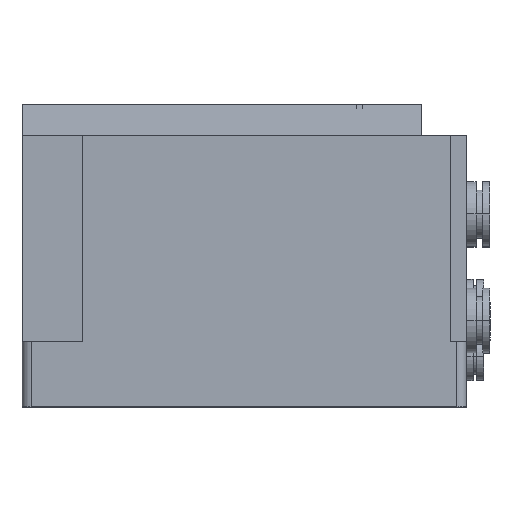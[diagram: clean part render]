
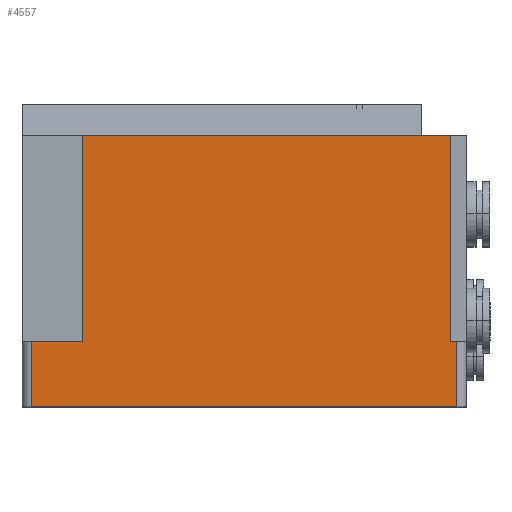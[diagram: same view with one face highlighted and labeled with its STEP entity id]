
A CAD part, top view. The second image highlights one B-rep face of the part: STEP entity #4557.
In plain terms, the highlighted planar face has unit normal (0, 0, 1).
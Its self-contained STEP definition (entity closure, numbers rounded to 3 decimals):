
#10 = VECTOR ( 'NONE', #4271, 1000. ) ;
#94 = LINE ( 'NONE', #4165, #10 ) ;
#330 = VERTEX_POINT ( 'NONE', #1434 ) ;
#558 = DIRECTION ( 'NONE',  ( 1., 0., 0. ) ) ;
#580 = EDGE_CURVE ( 'NONE', #4762, #330, #94, .T. ) ;
#661 = DIRECTION ( 'NONE',  ( 0., -1., 0. ) ) ;
#668 = CARTESIAN_POINT ( 'NONE',  ( -2., 0., 0. ) ) ;
#819 = LINE ( 'NONE', #996, #4012 ) ;
#862 = ORIENTED_EDGE ( 'NONE', *, *, #3249, .T. ) ;
#946 = DIRECTION ( 'NONE',  ( 1., 0., 0. ) ) ;
#996 = CARTESIAN_POINT ( 'NONE',  ( -90.6, 0., 0. ) ) ;
#1146 = CARTESIAN_POINT ( 'NONE',  ( -16.1, 56.6, 0. ) ) ;
#1175 = EDGE_CURVE ( 'NONE', #2006, #4342, #1696, .T. ) ;
#1256 = ORIENTED_EDGE ( 'NONE', *, *, #580, .F. ) ;
#1261 = EDGE_LOOP ( 'NONE', ( #4797, #5191, #7420, #5318, #862, #7595, #2518, #1256 ) ) ;
#1312 = CARTESIAN_POINT ( 'NONE',  ( -90.6, 0., 0. ) ) ;
#1325 = CARTESIAN_POINT ( 'NONE',  ( -3.4, 56.6, 0. ) ) ;
#1434 = CARTESIAN_POINT ( 'NONE',  ( -3.4, 13.6, 0. ) ) ;
#1496 = CARTESIAN_POINT ( 'NONE',  ( -80.1, 56.6, 0. ) ) ;
#1696 = LINE ( 'NONE', #6672, #5326 ) ;
#1770 = VECTOR ( 'NONE', #5079, 1000. ) ;
#1920 = FACE_OUTER_BOUND ( 'NONE', #1261, .T. ) ;
#1932 = VERTEX_POINT ( 'NONE', #1312 ) ;
#1941 = EDGE_CURVE ( 'NONE', #1932, #2006, #5213, .T. ) ;
#1981 = CARTESIAN_POINT ( 'NONE',  ( -80.1, 56.6, 0. ) ) ;
#2002 = VERTEX_POINT ( 'NONE', #1981 ) ;
#2006 = VERTEX_POINT ( 'NONE', #6715 ) ;
#2378 = EDGE_CURVE ( 'NONE', #6300, #6306, #2875, .T. ) ;
#2518 = ORIENTED_EDGE ( 'NONE', *, *, #2733, .F. ) ;
#2733 = EDGE_CURVE ( 'NONE', #330, #6300, #4273, .T. ) ;
#2875 = LINE ( 'NONE', #4809, #3444 ) ;
#2955 = DIRECTION ( 'NONE',  ( -1., 0., 0. ) ) ;
#3093 = EDGE_CURVE ( 'NONE', #4342, #2002, #6494, .T. ) ;
#3096 = DIRECTION ( 'NONE',  ( 0., 1., 0. ) ) ;
#3192 = EDGE_CURVE ( 'NONE', #2002, #4762, #4277, .T. ) ;
#3249 = EDGE_CURVE ( 'NONE', #1932, #6306, #819, .T. ) ;
#3444 = VECTOR ( 'NONE', #661, 1000. ) ;
#3804 = VECTOR ( 'NONE', #946, 1000. ) ;
#3910 = AXIS2_PLACEMENT_3D ( 'NONE', #1146, #6497, #2955 ) ;
#4012 = VECTOR ( 'NONE', #4572, 1000. ) ;
#4165 = CARTESIAN_POINT ( 'NONE',  ( -3.4, 56.6, 0. ) ) ;
#4271 = DIRECTION ( 'NONE',  ( 0., -1., 0. ) ) ;
#4273 = LINE ( 'NONE', #7630, #7399 ) ;
#4277 = LINE ( 'NONE', #4511, #3804 ) ;
#4342 = VERTEX_POINT ( 'NONE', #6316 ) ;
#4511 = CARTESIAN_POINT ( 'NONE',  ( -90.6, 56.6, 0. ) ) ;
#4557 = ADVANCED_FACE ( 'NONE', ( #1920 ), #5921, .F. ) ;
#4572 = DIRECTION ( 'NONE',  ( 1., 0., 0. ) ) ;
#4762 = VERTEX_POINT ( 'NONE', #1325 ) ;
#4797 = ORIENTED_EDGE ( 'NONE', *, *, #3192, .F. ) ;
#4809 = CARTESIAN_POINT ( 'NONE',  ( -2., 56.6, 0. ) ) ;
#5079 = DIRECTION ( 'NONE',  ( 0., 1., 0. ) ) ;
#5191 = ORIENTED_EDGE ( 'NONE', *, *, #3093, .F. ) ;
#5213 = LINE ( 'NONE', #6080, #6762 ) ;
#5318 = ORIENTED_EDGE ( 'NONE', *, *, #1941, .F. ) ;
#5326 = VECTOR ( 'NONE', #6088, 1000. ) ;
#5921 = PLANE ( 'NONE',  #3910 ) ;
#6045 = CARTESIAN_POINT ( 'NONE',  ( -2., 13.6, 0. ) ) ;
#6080 = CARTESIAN_POINT ( 'NONE',  ( -90.6, 56.6, 0. ) ) ;
#6088 = DIRECTION ( 'NONE',  ( 1., 0., 0. ) ) ;
#6300 = VERTEX_POINT ( 'NONE', #6045 ) ;
#6306 = VERTEX_POINT ( 'NONE', #668 ) ;
#6316 = CARTESIAN_POINT ( 'NONE',  ( -80.1, 13.6, 0. ) ) ;
#6494 = LINE ( 'NONE', #1496, #1770 ) ;
#6497 = DIRECTION ( 'NONE',  ( 0., 0., -1. ) ) ;
#6672 = CARTESIAN_POINT ( 'NONE',  ( -16.1, 13.6, 0. ) ) ;
#6715 = CARTESIAN_POINT ( 'NONE',  ( -90.6, 13.6, 0. ) ) ;
#6762 = VECTOR ( 'NONE', #3096, 1000. ) ;
#7399 = VECTOR ( 'NONE', #558, 1000. ) ;
#7420 = ORIENTED_EDGE ( 'NONE', *, *, #1175, .F. ) ;
#7595 = ORIENTED_EDGE ( 'NONE', *, *, #2378, .F. ) ;
#7630 = CARTESIAN_POINT ( 'NONE',  ( -16.1, 13.6, 0. ) ) ;
